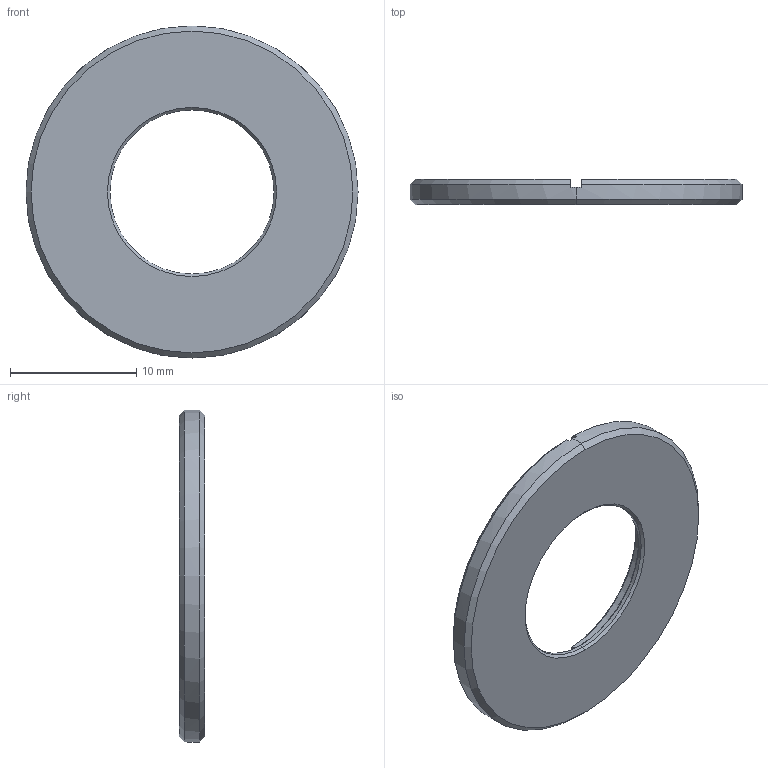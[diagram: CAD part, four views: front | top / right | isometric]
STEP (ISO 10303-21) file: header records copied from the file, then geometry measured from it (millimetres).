
FILE_DESCRIPTION (( 'STEP AP203' ), '1' );
FILE_NAME ('LMA-SM1-15.STEP', '2025-09-16T06:32:31', ( '' ), ( '' ), 'SwSTEP 2.0', 'SolidWorks 2020', '' );
FILE_SCHEMA (( 'CONFIG_CONTROL_DESIGN' ));
Length unit declared in the file: millimetre
Products named in the file (1): LMA-SM1-15
Bounding box: 26.3 x 2 x 26.3 mm (x, y, z)
Volume: 741.5 mm3; surface area: 1036.7 mm2
Topology: 1 solids, 1 shells, 351 faces, 978 edges, 650 vertices
Faces by surface type: plane 255, bspline 80, cone 10, cylinder 6
Entity records: 14291 total; most frequent: CARTESIAN_POINT 5732, ORIENTED_EDGE 1956, DIRECTION 1384, EDGE_CURVE 978, LINE 780, VECTOR 780, VERTEX_POINT 650, EDGE_LOOP 374
